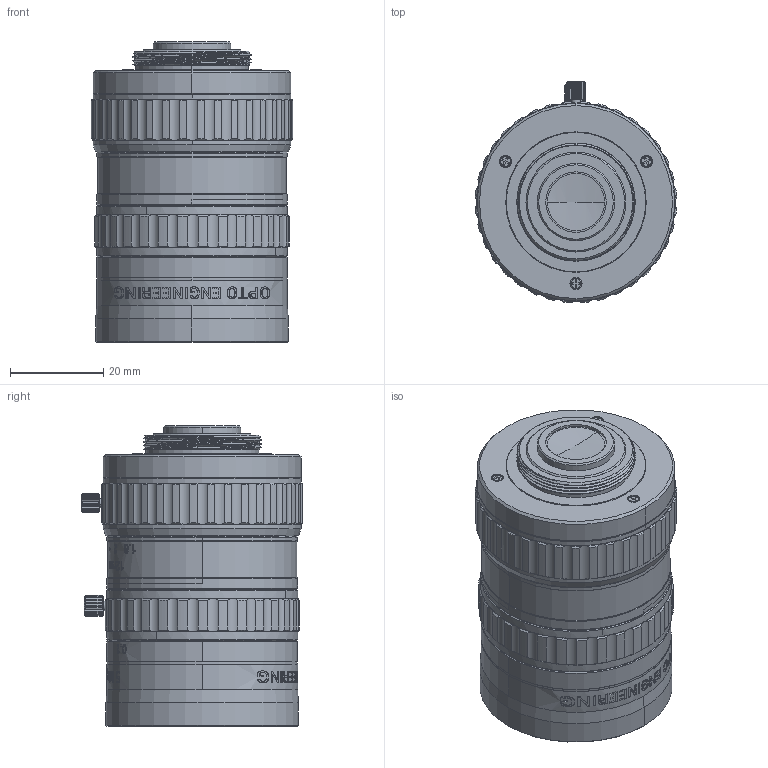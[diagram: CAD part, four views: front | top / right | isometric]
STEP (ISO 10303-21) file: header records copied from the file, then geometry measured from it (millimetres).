
FILE_DESCRIPTION((''),'2;1');
FILE_NAME('ASM1612-ZZZ_ASM_ASM','2018-01-25T',('H019940'),(''),'PRO/ENGINEER BY PARAMETRIC TECHNOLOGY CORPORATION, 2011310','PRO/ENGINEER BY PARAMETRIC TECHNOLOGY CORPORATION, 2011310','');
FILE_SCHEMA(('AUTOMOTIVE_DESIGN { 1 0 10303 214 1 1 1 1 }'));
Products named in the file (22): PRT0046_AF0; PRT0047_AF0; PRT0050_AF0; PRT0050; ASM1616-006_ASM_2_AF0_ASM; P6660E02-109_1_AF0; ASM1612-001_ASM_1_AF0_ASM; BREP_WITH_VOIDS_43632_AF0; MANIFOLD_SOLID_BREP_44362; B1-G13_1_AF0_ASM; P6662A02-102_1_AF0; P6662E03-203_1_AF0; P6662I01-105_12_AF0; ASM1612-002_ASM_2_AF0_ASM; P6662A05-106_1_AF0; P6662W02-CXC-6MM_1_AF0; ASM1612-004_ASM_2_AF0_ASM; PRT0051_AF0; P6660W03-CXA-4MM_1_AF0; ASM1612-005_ASM_1_AF0_ASM; ASM1612-ZZZ_ASM_3_AF0_ASM; ASM1612-ZZZ_ASM_ASM
Assembly tree (22 placements, depth 5):
  ASM1612-ZZZ_ASM_ASM
    ASM1612-ZZZ_ASM_3_AF0_ASM
      ASM1616-006_ASM_2_AF0_ASM
        PRT0046_AF0
        PRT0047_AF0
        PRT0050_AF0
        PRT0050  x2
      ASM1612-001_ASM_1_AF0_ASM
        P6660E02-109_1_AF0
      ASM1612-002_ASM_2_AF0_ASM
        B1-G13_1_AF0_ASM
          BREP_WITH_VOIDS_43632_AF0
          MANIFOLD_SOLID_BREP_44362
        P6662A02-102_1_AF0
        P6662E03-203_1_AF0
        P6662I01-105_12_AF0
      ASM1612-004_ASM_2_AF0_ASM
        P6662A05-106_1_AF0
        P6662W02-CXC-6MM_1_AF0
      ASM1612-005_ASM_1_AF0_ASM
        PRT0051_AF0
        P6660W03-CXA-4MM_1_AF0
Bounding box: 43.25 x 47.64 x 64.55 mm (x, y, z)
Volume: 16124 mm3; surface area: 25551.2 mm2
Topology: 15 solids, 15 shells, 1623 faces, 4402 edges, 2925 vertices
Faces by surface type: plane 601, bspline 398, cylinder 396, cone 215, torus 6, sphere 6, extrusion 1
Entity records: 78765 total; most frequent: CARTESIAN_POINT 36955, ORIENTED_EDGE 8680, DIRECTION 7077, EDGE_CURVE 4340, VERTEX_POINT 2887, AXIS2_PLACEMENT_3D 2729, EDGE_LOOP 1747, VECTOR 1619
